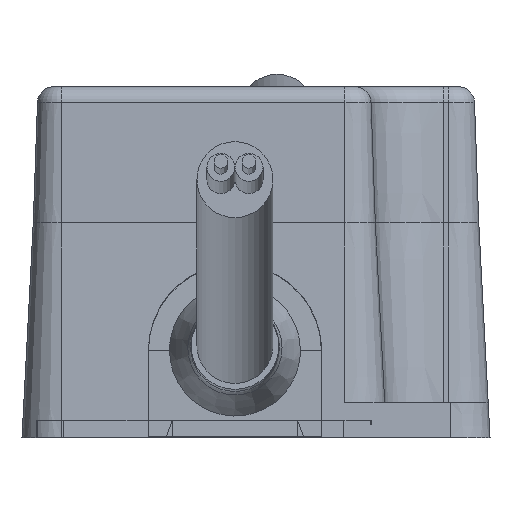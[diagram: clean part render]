
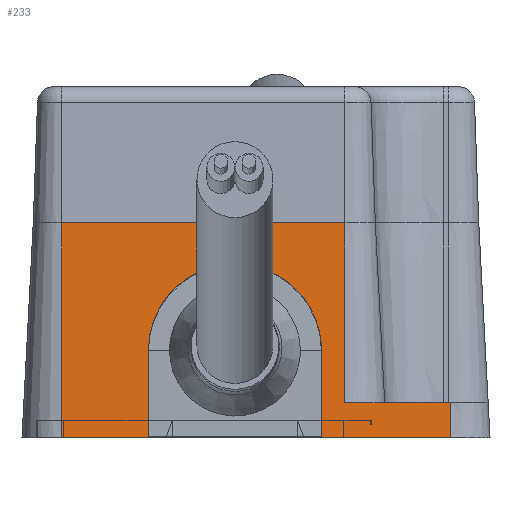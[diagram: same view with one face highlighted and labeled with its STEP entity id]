
A CAD part, left-side view. The second image highlights one B-rep face of the part: STEP entity #233.
In plain terms, the highlighted planar face has unit normal (-0.999, 0, 0.052).
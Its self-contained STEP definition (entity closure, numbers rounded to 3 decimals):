
#233=ADVANCED_FACE('',(#3702),#3704,.T.);
#3702=FACE_BOUND('',#3703,.T.);
#3703=EDGE_LOOP('',(#6363,#6364,#6365,#6366,#6367,#6368,#6369,#6370,#6371,#6372,
#6373,#6374,#6375,#6376));
#3704=PLANE('',#3705);
#3705=AXIS2_PLACEMENT_3D('',#3706,#3707,#3708);
#3706=CARTESIAN_POINT('',(-74.198,16.6,-32.405));
#3707=DIRECTION('',(-0.999,0.,0.052));
#3708=DIRECTION('',(0.,-1.,0.));
#6363=ORIENTED_EDGE('',*,*,#8348,.F.);
#6364=ORIENTED_EDGE('',*,*,#8342,.F.);
#6365=ORIENTED_EDGE('',*,*,#8352,.T.);
#6366=ORIENTED_EDGE('',*,*,#8351,.F.);
#6367=ORIENTED_EDGE('',*,*,#8346,.F.);
#6368=ORIENTED_EDGE('',*,*,#8353,.T.);
#6369=ORIENTED_EDGE('',*,*,#8354,.T.);
#6370=ORIENTED_EDGE('',*,*,#8355,.T.);
#6371=ORIENTED_EDGE('',*,*,#8356,.F.);
#6372=ORIENTED_EDGE('',*,*,#8357,.T.);
#6373=ORIENTED_EDGE('',*,*,#8358,.F.);
#6374=ORIENTED_EDGE('',*,*,#8359,.F.);
#6375=ORIENTED_EDGE('',*,*,#8360,.T.);
#6376=ORIENTED_EDGE('',*,*,#8361,.T.);
#8342=EDGE_CURVE('',#9369,#9371,#9372,.T.);
#8346=EDGE_CURVE('',#9377,#9379,#9380,.T.);
#8348=EDGE_CURVE('',#9371,#9382,#9383,.T.);
#8351=EDGE_CURVE('',#9379,#9385,#9387,.F.);
#8352=EDGE_CURVE('',#9369,#9385,#9388,.T.);
#8353=EDGE_CURVE('',#9377,#9389,#9390,.F.);
#8354=EDGE_CURVE('',#9389,#9391,#9392,.T.);
#8355=EDGE_CURVE('',#9391,#9393,#9394,.T.);
#8356=EDGE_CURVE('',#9395,#9393,#9396,.T.);
#8357=EDGE_CURVE('',#9395,#9397,#9398,.T.);
#8358=EDGE_CURVE('',#9399,#9397,#9400,.T.);
#8359=EDGE_CURVE('',#9401,#9399,#9402,.T.);
#8360=EDGE_CURVE('',#9401,#9403,#9404,.T.);
#8361=EDGE_CURVE('',#9403,#9382,#9405,.F.);
#9369=VERTEX_POINT('',#11203);
#9371=VERTEX_POINT('',#11207);
#9372=LINE('',#11208,#11209);
#9377=VERTEX_POINT('',#11219);
#9379=VERTEX_POINT('',#11223);
#9380=LINE('',#11224,#11225);
#9382=VERTEX_POINT('',#11230);
#9383=LINE('',#11231,#11232);
#9385=VERTEX_POINT('',#11237);
#9387=LINE('',#11241,#11242);
#9388=CIRCLE('',#11244,7.4);
#9389=VERTEX_POINT('',#11248);
#9390=LINE('',#11249,#11250);
#9391=VERTEX_POINT('',#11252);
#9392=LINE('',#11253,#11254);
#9393=VERTEX_POINT('',#11256);
#9394=LINE('',#11257,#11258);
#9395=VERTEX_POINT('',#11260);
#9396=LINE('',#11261,#11262);
#9397=VERTEX_POINT('',#11264);
#9398=LINE('',#11265,#11266);
#9399=VERTEX_POINT('',#11268);
#9400=LINE('',#11269,#11270);
#9401=VERTEX_POINT('',#11272);
#9402=LINE('',#11273,#11274);
#9403=VERTEX_POINT('',#11276);
#9404=LINE('',#11277,#11278);
#9405=LINE('',#11280,#11281);
#11203=CARTESIAN_POINT('',(-72.112,9.2,7.4));
#11207=CARTESIAN_POINT('',(-72.499,9.2,0.01));
#11208=CARTESIAN_POINT('',(-72.112,9.2,7.4));
#11209=VECTOR('',#11210,1.);
#11210=DIRECTION('',(-0.052,0.,-0.999));
#11219=CARTESIAN_POINT('',(-72.499,-4.096,0.01));
#11223=CARTESIAN_POINT('',(-72.499,-5.6,0.01));
#11224=CARTESIAN_POINT('',(-72.499,-4.096,0.01));
#11225=VECTOR('',#11226,1.);
#11226=DIRECTION('',(0.,-1.,0.));
#11230=CARTESIAN_POINT('',(-72.499,7.696,0.01));
#11231=CARTESIAN_POINT('',(-72.499,9.2,0.01));
#11232=VECTOR('',#11233,1.);
#11233=DIRECTION('',(0.,-1.,0.));
#11237=CARTESIAN_POINT('',(-72.112,-5.6,7.4));
#11241=CARTESIAN_POINT('',(-72.112,-5.6,7.4));
#11242=VECTOR('',#11243,1.);
#11243=DIRECTION('',(-0.052,0.,-0.999));
#11244=AXIS2_PLACEMENT_3D('',#11245,#11246,#11247);
#11245=CARTESIAN_POINT('',(-72.112,1.8,7.4));
#11246=DIRECTION('',(0.999,0.,-0.052));
#11247=DIRECTION('',(0.,1.,0.));
#11248=CARTESIAN_POINT('',(-72.5,-4.1,0.));
#11249=CARTESIAN_POINT('',(-72.5,-4.1,0.));
#11250=VECTOR('',#11251,1.);
#11251=DIRECTION('',(0.049,0.344,0.938));
#11252=CARTESIAN_POINT('',(-72.5,-16.6,0.));
#11253=CARTESIAN_POINT('',(-72.5,-4.1,0.));
#11254=VECTOR('',#11255,1.);
#11255=DIRECTION('',(0.,-1.,0.));
#11256=CARTESIAN_POINT('',(-72.343,-16.6,3.));
#11257=CARTESIAN_POINT('',(-72.5,-16.6,0.));
#11258=VECTOR('',#11259,1.);
#11259=DIRECTION('',(0.052,0.,0.999));
#11260=CARTESIAN_POINT('',(-72.343,-7.6,3.));
#11261=CARTESIAN_POINT('',(-72.343,-7.6,3.));
#11262=VECTOR('',#11263,1.);
#11263=DIRECTION('',(0.,-1.,0.));
#11264=CARTESIAN_POINT('',(-71.538,-7.6,18.356));
#11265=CARTESIAN_POINT('',(-72.343,-7.6,3.));
#11266=VECTOR('',#11267,1.);
#11267=DIRECTION('',(0.052,0.,0.999));
#11268=CARTESIAN_POINT('',(-71.538,16.6,18.356));
#11269=CARTESIAN_POINT('',(-71.538,16.6,18.356));
#11270=VECTOR('',#11271,1.);
#11271=DIRECTION('',(0.,-1.,0.));
#11272=CARTESIAN_POINT('',(-72.5,16.6,0.));
#11273=CARTESIAN_POINT('',(-72.5,16.6,0.));
#11274=VECTOR('',#11275,1.);
#11275=DIRECTION('',(0.052,0.,0.999));
#11276=CARTESIAN_POINT('',(-72.5,7.7,0.));
#11277=CARTESIAN_POINT('',(-72.5,16.6,0.));
#11278=VECTOR('',#11279,1.);
#11279=DIRECTION('',(0.,-1.,0.));
#11280=CARTESIAN_POINT('',(-72.499,7.696,0.01));
#11281=VECTOR('',#11282,1.);
#11282=DIRECTION('',(-0.049,0.344,-0.938));
